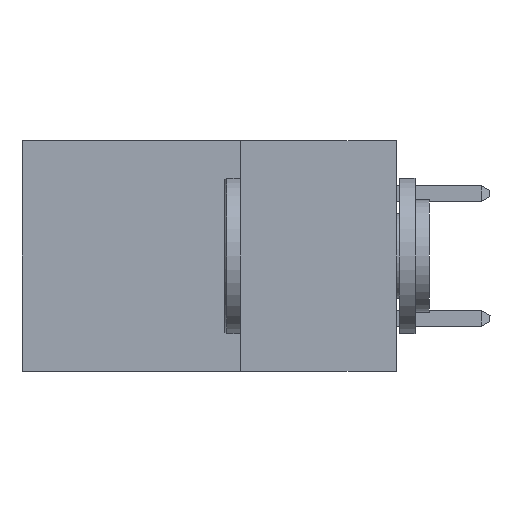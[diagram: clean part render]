
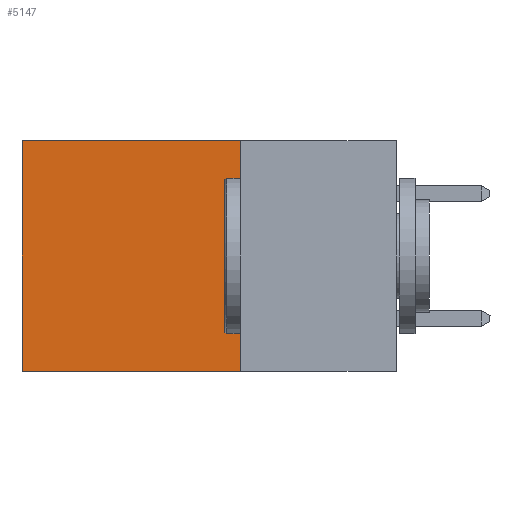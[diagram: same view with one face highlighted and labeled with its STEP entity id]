
A CAD part, left-side view. The second image highlights one B-rep face of the part: STEP entity #5147.
In plain terms, the highlighted planar face has unit normal (-1, 0, 0).
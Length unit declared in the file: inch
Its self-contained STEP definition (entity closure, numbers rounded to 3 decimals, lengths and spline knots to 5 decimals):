
#654 = VERTEX_POINT ( 'NONE', #18198 ) ;
#987 = FACE_OUTER_BOUND ( 'NONE', #3073, .T. ) ;
#1650 = ORIENTED_EDGE ( 'NONE', *, *, #32492, .F. ) ;
#3073 = EDGE_LOOP ( 'NONE', ( #13255, #23877, #1650, #25428 ) ) ;
#3599 = CARTESIAN_POINT ( 'NONE',  ( 0.298, 0.25, -0.37 ) ) ;
#3717 = EDGE_CURVE ( 'NONE', #18860, #654, #19220, .T. ) ;
#5147 = ADVANCED_FACE ( 'NONE', ( #987 ), #5518, .F. ) ;
#5518 = PLANE ( 'NONE',  #15847 ) ;
#5849 = LINE ( 'NONE', #29696, #23908 ) ;
#7410 = CARTESIAN_POINT ( 'NONE',  ( 0.298, 0.6, 0. ) ) ;
#10587 = DIRECTION ( 'NONE',  ( 0., 0., -1. ) ) ;
#11829 = DIRECTION ( 'NONE',  ( 0., 0., -1. ) ) ;
#12868 = LINE ( 'NONE', #24358, #33255 ) ;
#13255 = ORIENTED_EDGE ( 'NONE', *, *, #28785, .T. ) ;
#13980 = DIRECTION ( 'NONE',  ( 0., 1., 0. ) ) ;
#15800 = VERTEX_POINT ( 'NONE', #23895 ) ;
#15847 = AXIS2_PLACEMENT_3D ( 'NONE', #31056, #23032, #10587 ) ;
#18198 = CARTESIAN_POINT ( 'NONE',  ( 0.298, 0.6, -0.37 ) ) ;
#18860 = VERTEX_POINT ( 'NONE', #22844 ) ;
#19132 = DIRECTION ( 'NONE',  ( 0., 1., 0. ) ) ;
#19220 = LINE ( 'NONE', #3599, #31603 ) ;
#19978 = EDGE_CURVE ( 'NONE', #15800, #30348, #30244, .T. ) ;
#21467 = DIRECTION ( 'NONE',  ( 0., 0., -1. ) ) ;
#21680 = CARTESIAN_POINT ( 'NONE',  ( 0.298, 0.25, 0. ) ) ;
#22844 = CARTESIAN_POINT ( 'NONE',  ( 0.298, 0.25, -0.37 ) ) ;
#23032 = DIRECTION ( 'NONE',  ( 1., 0., 0. ) ) ;
#23877 = ORIENTED_EDGE ( 'NONE', *, *, #3717, .F. ) ;
#23895 = CARTESIAN_POINT ( 'NONE',  ( 0.298, 0.25, 0. ) ) ;
#23908 = VECTOR ( 'NONE', #11829, 39.37008 ) ;
#24358 = CARTESIAN_POINT ( 'NONE',  ( 0.298, 0.25, 0. ) ) ;
#25428 = ORIENTED_EDGE ( 'NONE', *, *, #19978, .T. ) ;
#28785 = EDGE_CURVE ( 'NONE', #30348, #654, #5849, .T. ) ;
#29408 = VECTOR ( 'NONE', #13980, 39.37008 ) ;
#29696 = CARTESIAN_POINT ( 'NONE',  ( 0.298, 0.6, 0. ) ) ;
#30244 = LINE ( 'NONE', #21680, #29408 ) ;
#30348 = VERTEX_POINT ( 'NONE', #7410 ) ;
#31056 = CARTESIAN_POINT ( 'NONE',  ( 0.298, 0.25, 0. ) ) ;
#31603 = VECTOR ( 'NONE', #19132, 39.37008 ) ;
#32492 = EDGE_CURVE ( 'NONE', #15800, #18860, #12868, .T. ) ;
#33255 = VECTOR ( 'NONE', #21467, 39.37008 ) ;
